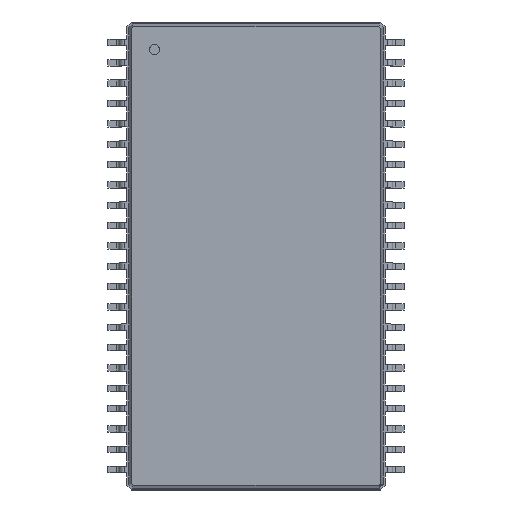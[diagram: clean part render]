
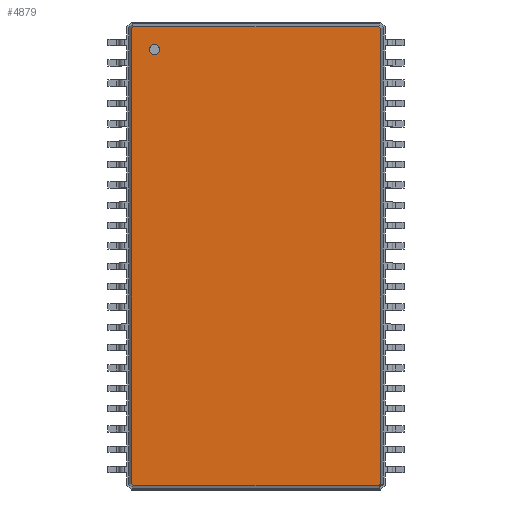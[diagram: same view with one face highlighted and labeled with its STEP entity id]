
A CAD part, top view. The second image highlights one B-rep face of the part: STEP entity #4879.
In plain terms, the highlighted planar face has unit normal (0, 0, 1).
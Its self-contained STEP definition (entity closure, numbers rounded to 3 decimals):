
#13=DIRECTION('',(0.,0.,1.));
#27=VECTOR('',#28,1.);
#28=DIRECTION('',(0.,-1.,0.));
#36=DIRECTION('',(0.,1.,0.));
#58=VECTOR('',#59,1.);
#59=DIRECTION('',(1.,0.,0.));
#133=VECTOR('',#134,1.);
#134=DIRECTION('',(-1.,0.,0.));
#538=VECTOR('',#539,1.);
#539=DIRECTION('',(0.707,-0.707,0.));
#545=VECTOR('',#546,1.);
#546=DIRECTION('',(-0.707,-0.707,0.));
#557=VECTOR('',#558,1.);
#558=DIRECTION('',(-0.707,0.707,0.));
#564=VECTOR('',#36,1.);
#568=VECTOR('',#569,1.);
#569=DIRECTION('',(0.707,0.707,0.));
#1623=VERTEX_POINT('',#1624);
#1624=CARTESIAN_POINT('',(4.894,-8.937,1.6));
#1626=ORIENTED_EDGE('',*,*,#1627,.F.);
#1627=EDGE_CURVE('',#1628,#1623,#1630,.T.);
#1628=VERTEX_POINT('',#1629);
#1629=CARTESIAN_POINT('',(4.894,8.937,1.6));
#1630=LINE('',#1629,#27);
#4870=ORIENTED_EDGE('',*,*,#4871,.F.);
#4871=EDGE_CURVE('',#4872,#1628,#4874,.T.);
#4872=VERTEX_POINT('',#4873);
#4873=CARTESIAN_POINT('',(4.812,9.019,1.6));
#4874=LINE('',#4873,#538);
#4879=ADVANCED_FACE('',(#4880,#4910),#4919,.T.);
#4880=FACE_BOUND('',#4881,.T.);
#4881=EDGE_LOOP('',(#4882,#4887,#4892,#4897,#4902,#4907,#1626,#4870));
#4882=ORIENTED_EDGE('',*,*,#4883,.F.);
#4883=EDGE_CURVE('',#4884,#4872,#4886,.T.);
#4884=VERTEX_POINT('',#4885);
#4885=CARTESIAN_POINT('',(-4.812,9.019,1.6));
#4886=LINE('',#4885,#58);
#4887=ORIENTED_EDGE('',*,*,#4888,.F.);
#4888=EDGE_CURVE('',#4889,#4884,#4891,.T.);
#4889=VERTEX_POINT('',#4890);
#4890=CARTESIAN_POINT('',(-4.894,8.937,1.6));
#4891=LINE('',#4890,#568);
#4892=ORIENTED_EDGE('',*,*,#4893,.F.);
#4893=EDGE_CURVE('',#4894,#4889,#4896,.T.);
#4894=VERTEX_POINT('',#4895);
#4895=CARTESIAN_POINT('',(-4.894,-8.937,1.6));
#4896=LINE('',#4895,#564);
#4897=ORIENTED_EDGE('',*,*,#4898,.F.);
#4898=EDGE_CURVE('',#4899,#4894,#4901,.T.);
#4899=VERTEX_POINT('',#4900);
#4900=CARTESIAN_POINT('',(-4.812,-9.019,1.6));
#4901=LINE('',#4900,#557);
#4902=ORIENTED_EDGE('',*,*,#4903,.F.);
#4903=EDGE_CURVE('',#4904,#4899,#4906,.T.);
#4904=VERTEX_POINT('',#4905);
#4905=CARTESIAN_POINT('',(4.812,-9.019,1.6));
#4906=LINE('',#4905,#133);
#4907=ORIENTED_EDGE('',*,*,#4908,.F.);
#4908=EDGE_CURVE('',#1623,#4904,#4909,.T.);
#4909=LINE('',#1624,#545);
#4910=FACE_BOUND('',#4911,.T.);
#4911=EDGE_LOOP('',(#4912));
#4912=ORIENTED_EDGE('',*,*,#4913,.F.);
#4913=EDGE_CURVE('',#4914,#4914,#4916,.T.);
#4914=VERTEX_POINT('',#4915);
#4915=CARTESIAN_POINT('',(-3.994,7.919,1.6));
#4916=CIRCLE('',#4917,0.2);
#4917=AXIS2_PLACEMENT_3D('',#4918,#13,#28);
#4918=CARTESIAN_POINT('',(-3.994,8.119,1.6));
#4919=PLANE('',#4920);
#4920=AXIS2_PLACEMENT_3D('',#4885,#13,#4921);
#4921=DIRECTION('',(0.471,-0.882,0.));
